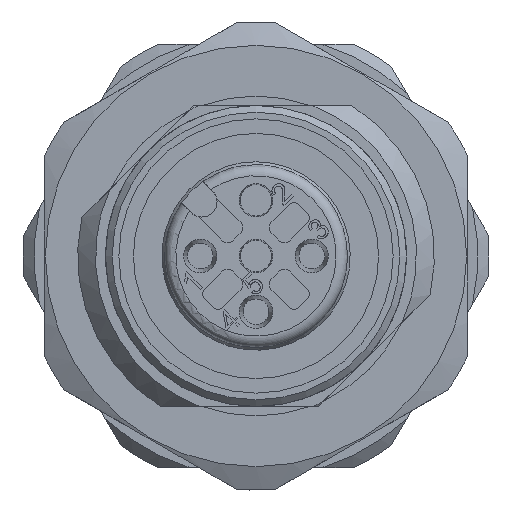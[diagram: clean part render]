
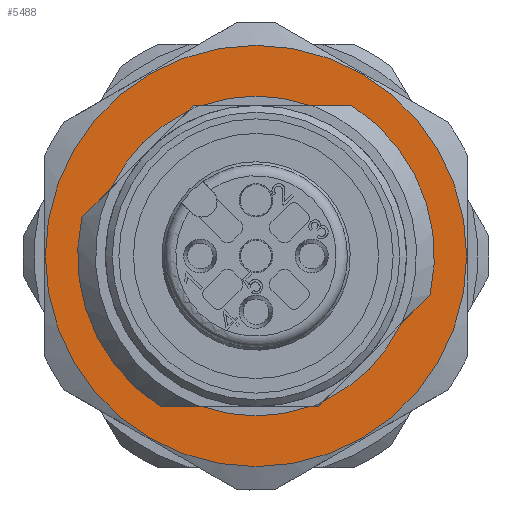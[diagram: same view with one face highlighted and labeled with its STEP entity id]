
A CAD part, left-side view. The second image highlights one B-rep face of the part: STEP entity #5488.
In plain terms, the highlighted planar face has unit normal (-1, 0, 0).
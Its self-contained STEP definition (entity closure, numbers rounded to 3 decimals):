
#816=PLANE('',#6686);
#1012=LINE('',#9207,#1485);
#1019=LINE('',#9220,#1492);
#1020=LINE('',#9222,#1493);
#1026=LINE('',#9232,#1499);
#1027=LINE('',#9235,#1500);
#1029=LINE('',#9239,#1502);
#1036=LINE('',#9252,#1509);
#1037=LINE('',#9254,#1510);
#1485=VECTOR('',#7289,1.);
#1492=VECTOR('',#7296,1.);
#1493=VECTOR('',#7299,1.);
#1499=VECTOR('',#7305,1.);
#1500=VECTOR('',#7310,1.);
#1502=VECTOR('',#7312,1.);
#1509=VECTOR('',#7321,1.);
#1510=VECTOR('',#7322,1.);
#2137=EDGE_LOOP('',(#3419));
#2138=EDGE_LOOP('',(#3420,#3421,#3422,#3423,#3424,#3425,#3426,#3427,#3428,
#3429,#3430,#3431,#3432,#3433));
#3419=ORIENTED_EDGE('',*,*,#4711,.F.);
#3420=ORIENTED_EDGE('',*,*,#4330,.F.);
#3421=ORIENTED_EDGE('',*,*,#4344,.F.);
#3422=ORIENTED_EDGE('',*,*,#4712,.F.);
#3423=ORIENTED_EDGE('',*,*,#4338,.F.);
#3424=ORIENTED_EDGE('',*,*,#4314,.F.);
#3425=ORIENTED_EDGE('',*,*,#4354,.T.);
#3426=ORIENTED_EDGE('',*,*,#4713,.F.);
#3427=ORIENTED_EDGE('',*,*,#4355,.T.);
#3428=ORIENTED_EDGE('',*,*,#4345,.T.);
#3429=ORIENTED_EDGE('',*,*,#4714,.F.);
#3430=ORIENTED_EDGE('',*,*,#4347,.T.);
#3431=ORIENTED_EDGE('',*,*,#4159,.F.);
#3432=ORIENTED_EDGE('',*,*,#4337,.F.);
#3433=ORIENTED_EDGE('',*,*,#4715,.F.);
#4159=EDGE_CURVE('',#5780,#5782,#5011,.T.);
#4314=EDGE_CURVE('',#5893,#5894,#5065,.T.);
#4330=EDGE_CURVE('',#5905,#5906,#1012,.T.);
#4337=EDGE_CURVE('',#5911,#5780,#1019,.T.);
#4338=EDGE_CURVE('',#5894,#5912,#1020,.T.);
#4344=EDGE_CURVE('',#5915,#5905,#1026,.T.);
#4345=EDGE_CURVE('',#5916,#5917,#1027,.T.);
#4347=EDGE_CURVE('',#5918,#5782,#1029,.T.);
#4354=EDGE_CURVE('',#5893,#5923,#1036,.T.);
#4355=EDGE_CURVE('',#5924,#5916,#1037,.T.);
#4711=EDGE_CURVE('',#6156,#6156,#5150,.T.);
#4712=EDGE_CURVE('',#5912,#5915,#5151,.T.);
#4713=EDGE_CURVE('',#5924,#5923,#5152,.T.);
#4714=EDGE_CURVE('',#5918,#5917,#5153,.T.);
#4715=EDGE_CURVE('',#5906,#5911,#5154,.T.);
#5011=CIRCLE('',#6361,8.);
#5065=CIRCLE('',#6447,8.);
#5150=CIRCLE('',#6681,9.45);
#5151=CIRCLE('',#6682,7.172);
#5152=CIRCLE('',#6683,7.172);
#5153=CIRCLE('',#6684,7.172);
#5154=CIRCLE('',#6685,7.172);
#5488=ADVANCED_FACE('',(#5704,#5705),#816,.T.);
#5704=FACE_BOUND('',#2137,.T.);
#5705=FACE_BOUND('',#2138,.T.);
#5780=VERTEX_POINT('',#8770);
#5782=VERTEX_POINT('',#8773);
#5893=VERTEX_POINT('',#9160);
#5894=VERTEX_POINT('',#9162);
#5905=VERTEX_POINT('',#9206);
#5906=VERTEX_POINT('',#9208);
#5911=VERTEX_POINT('',#9219);
#5912=VERTEX_POINT('',#9223);
#5915=VERTEX_POINT('',#9231);
#5916=VERTEX_POINT('',#9236);
#5917=VERTEX_POINT('',#9237);
#5918=VERTEX_POINT('',#9240);
#5923=VERTEX_POINT('',#9253);
#5924=VERTEX_POINT('',#9255);
#6156=VERTEX_POINT('',#10872);
#6361=AXIS2_PLACEMENT_3D('',#8772,#6998,#6999);
#6447=AXIS2_PLACEMENT_3D('',#9161,#7241,#7242);
#6681=AXIS2_PLACEMENT_3D('',#10871,#7903,#7904);
#6682=AXIS2_PLACEMENT_3D('',#10873,#7905,#7906);
#6683=AXIS2_PLACEMENT_3D('',#10874,#7907,#7908);
#6684=AXIS2_PLACEMENT_3D('',#10875,#7909,#7910);
#6685=AXIS2_PLACEMENT_3D('',#10876,#7911,#7912);
#6686=AXIS2_PLACEMENT_3D('',#10877,#7913,#7914);
#6998=DIRECTION('',(-1.,0.,0.));
#6999=DIRECTION('',(0.,0.,1.));
#7241=DIRECTION('',(-1.,0.,0.));
#7242=DIRECTION('',(0.,0.,1.));
#7289=DIRECTION('',(0.,0.707,-0.707));
#7296=DIRECTION('',(0.,0.707,-0.707));
#7299=DIRECTION('',(0.,1.,0.));
#7305=DIRECTION('',(0.,1.,0.));
#7310=DIRECTION('',(0.,1.,0.));
#7312=DIRECTION('',(0.,1.,0.));
#7321=DIRECTION('',(0.,0.707,-0.707));
#7322=DIRECTION('',(0.,0.707,-0.707));
#7903=DIRECTION('',(1.,0.,0.));
#7904=DIRECTION('',(0.,-0.5,0.866));
#7905=DIRECTION('',(-1.,0.,0.));
#7906=DIRECTION('',(0.,0.5,-0.866));
#7907=DIRECTION('',(-1.,0.,0.));
#7908=DIRECTION('',(0.,0.5,-0.866));
#7909=DIRECTION('',(-1.,0.,0.));
#7910=DIRECTION('',(0.,0.5,-0.866));
#7911=DIRECTION('',(-1.,0.,0.));
#7912=DIRECTION('',(0.,0.5,-0.866));
#7913=DIRECTION('',(-1.,0.,0.));
#7914=DIRECTION('',(0.,0.5,-0.866));
#8770=CARTESIAN_POINT('',(9.5,7.809,1.737));
#8772=CARTESIAN_POINT('',(9.5,0.,0.));
#8773=CARTESIAN_POINT('',(9.5,4.294,-6.75));
#9160=CARTESIAN_POINT('',(9.5,-7.809,-1.737));
#9161=CARTESIAN_POINT('',(9.5,0.,0.));
#9162=CARTESIAN_POINT('',(9.5,-4.294,6.75));
#9206=CARTESIAN_POINT('',(9.5,2.796,6.75));
#9207=CARTESIAN_POINT('',(9.5,8.835,0.711));
#9208=CARTESIAN_POINT('',(9.5,3.059,6.487));
#9219=CARTESIAN_POINT('',(9.5,6.487,3.059));
#9220=CARTESIAN_POINT('',(9.5,8.835,0.711));
#9222=CARTESIAN_POINT('',(9.5,2.796,6.75));
#9223=CARTESIAN_POINT('',(9.5,-2.424,6.75));
#9231=CARTESIAN_POINT('',(9.5,2.424,6.75));
#9232=CARTESIAN_POINT('',(9.5,2.796,6.75));
#9235=CARTESIAN_POINT('',(9.5,5.744,-6.75));
#9236=CARTESIAN_POINT('',(9.5,-2.796,-6.75));
#9237=CARTESIAN_POINT('',(9.5,-2.424,-6.75));
#9239=CARTESIAN_POINT('',(9.5,5.744,-6.75));
#9240=CARTESIAN_POINT('',(9.5,2.424,-6.75));
#9252=CARTESIAN_POINT('',(9.5,-2.796,-6.75));
#9253=CARTESIAN_POINT('',(9.5,-6.487,-3.059));
#9254=CARTESIAN_POINT('',(9.5,-2.796,-6.75));
#9255=CARTESIAN_POINT('',(9.5,-3.059,-6.487));
#10871=CARTESIAN_POINT('',(9.5,0.,0.));
#10872=CARTESIAN_POINT('',(9.5,-4.725,8.184));
#10873=CARTESIAN_POINT('',(9.5,0.,0.));
#10874=CARTESIAN_POINT('',(9.5,0.,0.));
#10875=CARTESIAN_POINT('',(9.5,0.,0.));
#10876=CARTESIAN_POINT('',(9.5,0.,0.));
#10877=CARTESIAN_POINT('',(9.5,0.,0.));
